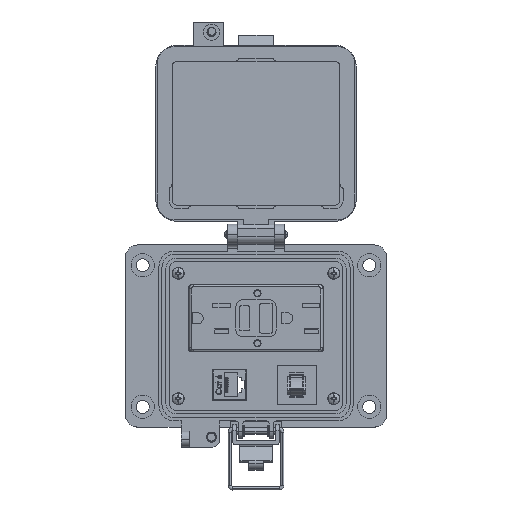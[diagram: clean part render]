
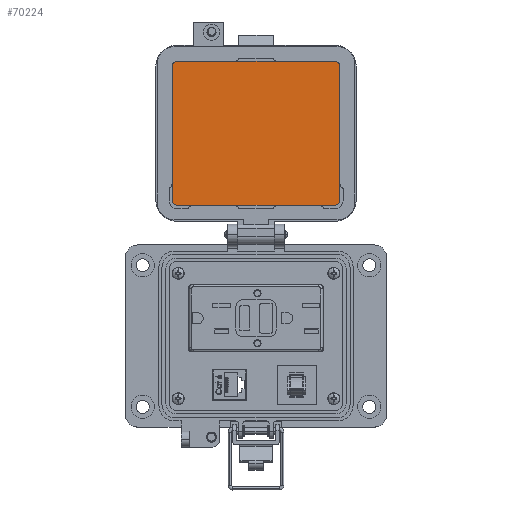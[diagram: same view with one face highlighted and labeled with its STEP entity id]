
A CAD part, top view. The second image highlights one B-rep face of the part: STEP entity #70224.
In plain terms, the highlighted planar face has unit normal (0, 0, 1).
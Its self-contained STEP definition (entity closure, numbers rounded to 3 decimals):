
#4520 = ORIENTED_EDGE ( 'NONE', *, *, #111866, .F. ) ;
#7396 = AXIS2_PLACEMENT_3D ( 'NONE', #17881, #34224, #151593 ) ;
#13808 = EDGE_CURVE ( 'NONE', #108402, #153650, #20076, .T. ) ;
#17881 = CARTESIAN_POINT ( 'NONE',  ( -42.469, 60.004, 19.202 ) ) ;
#20076 = LINE ( 'NONE', #70063, #48732 ) ;
#20940 = ORIENTED_EDGE ( 'NONE', *, *, #198337, .F. ) ;
#23309 = VERTEX_POINT ( 'NONE', #45625 ) ;
#30283 = ORIENTED_EDGE ( 'NONE', *, *, #13808, .F. ) ;
#34224 = DIRECTION ( 'NONE',  ( 0., 0., -1. ) ) ;
#38272 = EDGE_CURVE ( 'NONE', #23309, #168856, #160159, .T. ) ;
#38598 = AXIS2_PLACEMENT_3D ( 'NONE', #190136, #58570, #41208 ) ;
#41208 = DIRECTION ( 'NONE',  ( 1., 0., 0. ) ) ;
#45625 = CARTESIAN_POINT ( 'NONE',  ( 35.912, 128.688, 19.202 ) ) ;
#47076 = EDGE_LOOP ( 'NONE', ( #139373, #20940, #201589, #162807, #4520, #155666, #213956, #30283 ) ) ;
#47739 = CARTESIAN_POINT ( 'NONE',  ( 38.212, 60.004, 19.202 ) ) ;
#48732 = VECTOR ( 'NONE', #170091, 1000. ) ;
#50256 = CARTESIAN_POINT ( 'NONE',  ( -42.469, 128.688, 19.202 ) ) ;
#52334 = CARTESIAN_POINT ( 'NONE',  ( 35.912, 57.705, 19.202 ) ) ;
#53022 = VERTEX_POINT ( 'NONE', #80110 ) ;
#54557 = DIRECTION ( 'NONE',  ( -1., 0., 0. ) ) ;
#54618 = CARTESIAN_POINT ( 'NONE',  ( -42.469, 126.389, 19.202 ) ) ;
#56694 = PLANE ( 'NONE',  #175126 ) ;
#58570 = DIRECTION ( 'NONE',  ( 0., 0., -1. ) ) ;
#61341 = EDGE_CURVE ( 'NONE', #84689, #108402, #154582, .T. ) ;
#61402 = CARTESIAN_POINT ( 'NONE',  ( -44.769, 126.389, 19.202 ) ) ;
#62426 = VECTOR ( 'NONE', #128590, 1000. ) ;
#69692 = LINE ( 'NONE', #169704, #206115 ) ;
#70063 = CARTESIAN_POINT ( 'NONE',  ( -3.279, 57.705, 19.202 ) ) ;
#70224 = ADVANCED_FACE ( 'NONE', ( #170850 ), #56694, .T. ) ;
#80020 = DIRECTION ( 'NONE',  ( 0., -1., 0. ) ) ;
#80110 = CARTESIAN_POINT ( 'NONE',  ( -44.769, 60.004, 19.202 ) ) ;
#84689 = VERTEX_POINT ( 'NONE', #47739 ) ;
#89354 = DIRECTION ( 'NONE',  ( 0., -1., 0. ) ) ;
#101300 = CARTESIAN_POINT ( 'NONE',  ( -44.769, 93.196, 19.202 ) ) ;
#102368 = LINE ( 'NONE', #101300, #122850 ) ;
#108402 = VERTEX_POINT ( 'NONE', #52334 ) ;
#111186 = CARTESIAN_POINT ( 'NONE',  ( 38.212, 93.196, 19.202 ) ) ;
#111866 = EDGE_CURVE ( 'NONE', #151314, #117442, #159350, .T. ) ;
#117442 = VERTEX_POINT ( 'NONE', #50256 ) ;
#121974 = DIRECTION ( 'NONE',  ( 0., 0., -1. ) ) ;
#122850 = VECTOR ( 'NONE', #167630, 1000. ) ;
#127514 = LINE ( 'NONE', #111186, #62426 ) ;
#128590 = DIRECTION ( 'NONE',  ( 0., -1., 0. ) ) ;
#134990 = AXIS2_PLACEMENT_3D ( 'NONE', #54618, #121974, #89354 ) ;
#139373 = ORIENTED_EDGE ( 'NONE', *, *, #61341, .F. ) ;
#148727 = EDGE_CURVE ( 'NONE', #153650, #53022, #153320, .T. ) ;
#149550 = DIRECTION ( 'NONE',  ( 0., 0., -1. ) ) ;
#151314 = VERTEX_POINT ( 'NONE', #61402 ) ;
#151593 = DIRECTION ( 'NONE',  ( 1., 0., 0. ) ) ;
#151704 = EDGE_CURVE ( 'NONE', #117442, #23309, #69692, .T. ) ;
#152290 = CARTESIAN_POINT ( 'NONE',  ( -42.469, 57.705, 19.202 ) ) ;
#153320 = CIRCLE ( 'NONE', #7396, 2.299 ) ;
#153650 = VERTEX_POINT ( 'NONE', #152290 ) ;
#154582 = CIRCLE ( 'NONE', #213690, 2.299 ) ;
#155666 = ORIENTED_EDGE ( 'NONE', *, *, #173132, .F. ) ;
#159350 = CIRCLE ( 'NONE', #134990, 2.299 ) ;
#160159 = CIRCLE ( 'NONE', #38598, 2.299 ) ;
#162807 = ORIENTED_EDGE ( 'NONE', *, *, #151704, .F. ) ;
#167630 = DIRECTION ( 'NONE',  ( 0., 1., 0. ) ) ;
#168856 = VERTEX_POINT ( 'NONE', #177775 ) ;
#169704 = CARTESIAN_POINT ( 'NONE',  ( -3.279, 128.688, 19.202 ) ) ;
#170091 = DIRECTION ( 'NONE',  ( -1., 0., 0. ) ) ;
#170850 = FACE_OUTER_BOUND ( 'NONE', #47076, .T. ) ;
#173132 = EDGE_CURVE ( 'NONE', #53022, #151314, #102368, .T. ) ;
#175126 = AXIS2_PLACEMENT_3D ( 'NONE', #185063, #188244, #54557 ) ;
#177775 = CARTESIAN_POINT ( 'NONE',  ( 38.212, 126.389, 19.202 ) ) ;
#185063 = CARTESIAN_POINT ( 'NONE',  ( 39.871, 130.108, 19.202 ) ) ;
#187081 = DIRECTION ( 'NONE',  ( 1., 0., 0. ) ) ;
#188244 = DIRECTION ( 'NONE',  ( 0., 0., 1. ) ) ;
#190136 = CARTESIAN_POINT ( 'NONE',  ( 35.912, 126.389, 19.202 ) ) ;
#198337 = EDGE_CURVE ( 'NONE', #168856, #84689, #127514, .T. ) ;
#201589 = ORIENTED_EDGE ( 'NONE', *, *, #38272, .F. ) ;
#206115 = VECTOR ( 'NONE', #187081, 1000. ) ;
#212756 = CARTESIAN_POINT ( 'NONE',  ( 35.912, 60.004, 19.202 ) ) ;
#213690 = AXIS2_PLACEMENT_3D ( 'NONE', #212756, #149550, #80020 ) ;
#213956 = ORIENTED_EDGE ( 'NONE', *, *, #148727, .F. ) ;
